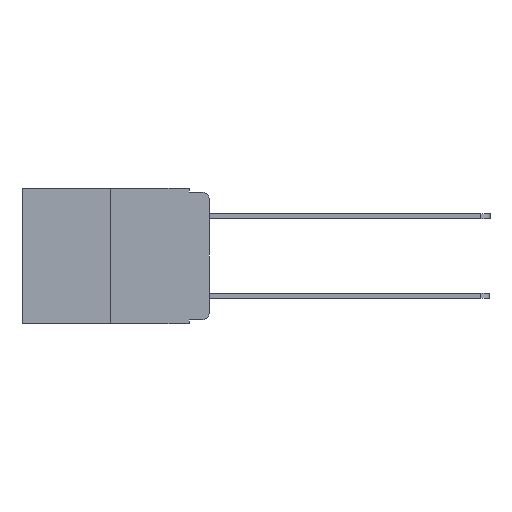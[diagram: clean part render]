
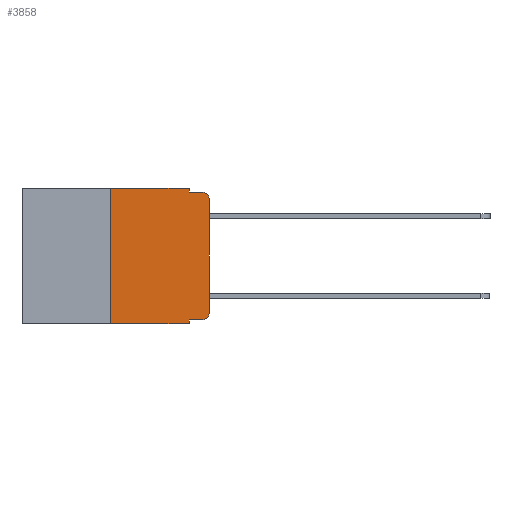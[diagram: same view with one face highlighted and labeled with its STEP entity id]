
A CAD part, left-side view. The second image highlights one B-rep face of the part: STEP entity #3858.
In plain terms, the highlighted planar face has unit normal (-1, 0, 0).
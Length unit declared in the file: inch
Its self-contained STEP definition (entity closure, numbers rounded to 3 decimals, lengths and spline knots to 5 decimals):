
#253 = ORIENTED_EDGE ( 'NONE', *, *, #5882, .F. ) ;
#276 = CARTESIAN_POINT ( 'NONE',  ( 0., 0.473, 0. ) ) ;
#395 = CARTESIAN_POINT ( 'NONE',  ( 0., 0.02, -0.333 ) ) ;
#537 = DIRECTION ( 'NONE',  ( 0., -1., 0. ) ) ;
#759 = ORIENTED_EDGE ( 'NONE', *, *, #3236, .F. ) ;
#969 = ORIENTED_EDGE ( 'NONE', *, *, #6388, .T. ) ;
#1020 = PLANE ( 'NONE',  #9812 ) ;
#1033 = CARTESIAN_POINT ( 'NONE',  ( 0., 0.02, -0.313 ) ) ;
#1106 = DIRECTION ( 'NONE',  ( 0., 0., -1. ) ) ;
#1112 = DIRECTION ( 'NONE',  ( -1., 0., 0. ) ) ;
#1169 = EDGE_CURVE ( 'NONE', #4535, #2688, #3821, .T. ) ;
#1280 = FACE_OUTER_BOUND ( 'NONE', #2819, .T. ) ;
#1526 = CARTESIAN_POINT ( 'NONE',  ( 0., 0.051, -0.333 ) ) ;
#1769 = VECTOR ( 'NONE', #6672, 39.37008 ) ;
#1805 = CARTESIAN_POINT ( 'NONE',  ( 0., 0., 0. ) ) ;
#1824 = DIRECTION ( 'NONE',  ( 1., 0., 0. ) ) ;
#1875 = DIRECTION ( 'NONE',  ( 0., 0., 1. ) ) ;
#1931 = EDGE_CURVE ( 'NONE', #3105, #7796, #6586, .T. ) ;
#2290 = ORIENTED_EDGE ( 'NONE', *, *, #5452, .T. ) ;
#2688 = VERTEX_POINT ( 'NONE', #2794 ) ;
#2733 = VERTEX_POINT ( 'NONE', #2836 ) ;
#2794 = CARTESIAN_POINT ( 'NONE',  ( 0., 0.051, -0.343 ) ) ;
#2819 = EDGE_LOOP ( 'NONE', ( #2290, #10894, #11370, #759, #253, #8316, #7395, #7650, #9031, #969 ) ) ;
#2836 = CARTESIAN_POINT ( 'NONE',  ( 0., 0.051, 0. ) ) ;
#3080 = CIRCLE ( 'NONE', #8746, 0.02 ) ;
#3094 = EDGE_CURVE ( 'NONE', #4855, #2688, #6696, .T. ) ;
#3105 = VERTEX_POINT ( 'NONE', #9182 ) ;
#3236 = EDGE_CURVE ( 'NONE', #2733, #3105, #4182, .T. ) ;
#3642 = VECTOR ( 'NONE', #537, 39.37008 ) ;
#3821 = LINE ( 'NONE', #9883, #8209 ) ;
#3858 = ADVANCED_FACE ( 'NONE', ( #1280 ), #1020, .F. ) ;
#4182 = LINE ( 'NONE', #5098, #8556 ) ;
#4213 = VECTOR ( 'NONE', #5411, 39.37008 ) ;
#4379 = CARTESIAN_POINT ( 'NONE',  ( 0., 0.051, -0.333 ) ) ;
#4535 = VERTEX_POINT ( 'NONE', #4379 ) ;
#4690 = VECTOR ( 'NONE', #1875, 39.37008 ) ;
#4855 = VERTEX_POINT ( 'NONE', #10786 ) ;
#5098 = CARTESIAN_POINT ( 'NONE',  ( 0., 0.051, 0. ) ) ;
#5233 = CARTESIAN_POINT ( 'NONE',  ( 0., 0.02, -0.03 ) ) ;
#5258 = DIRECTION ( 'NONE',  ( 0., 0., -1. ) ) ;
#5411 = DIRECTION ( 'NONE',  ( 0., -1., 0. ) ) ;
#5452 = EDGE_CURVE ( 'NONE', #5733, #5854, #11490, .T. ) ;
#5498 = CARTESIAN_POINT ( 'NONE',  ( 0., 0.051, -0.01 ) ) ;
#5733 = VERTEX_POINT ( 'NONE', #8973 ) ;
#5854 = VERTEX_POINT ( 'NONE', #9313 ) ;
#5882 = EDGE_CURVE ( 'NONE', #9448, #2733, #9766, .T. ) ;
#5910 = EDGE_CURVE ( 'NONE', #4855, #9448, #11228, .T. ) ;
#5973 = CARTESIAN_POINT ( 'NONE',  ( 0., 0.25, 0. ) ) ;
#6128 = DIRECTION ( 'NONE',  ( 0., 0., -1. ) ) ;
#6374 = DIRECTION ( 'NONE',  ( 0., 0., 1. ) ) ;
#6384 = DIRECTION ( 'NONE',  ( 0., 0., -1. ) ) ;
#6388 = EDGE_CURVE ( 'NONE', #7590, #5733, #3080, .T. ) ;
#6586 = LINE ( 'NONE', #5498, #4213 ) ;
#6657 = CARTESIAN_POINT ( 'NONE',  ( 0., 0.473, -0.343 ) ) ;
#6672 = DIRECTION ( 'NONE',  ( 0., -1., 0. ) ) ;
#6696 = LINE ( 'NONE', #6657, #1769 ) ;
#7168 = AXIS2_PLACEMENT_3D ( 'NONE', #5233, #11177, #6128 ) ;
#7328 = CARTESIAN_POINT ( 'NONE',  ( 0., 0.25, 0. ) ) ;
#7395 = ORIENTED_EDGE ( 'NONE', *, *, #3094, .T. ) ;
#7573 = VECTOR ( 'NONE', #8861, 39.37008 ) ;
#7590 = VERTEX_POINT ( 'NONE', #395 ) ;
#7650 = ORIENTED_EDGE ( 'NONE', *, *, #1169, .F. ) ;
#7796 = VERTEX_POINT ( 'NONE', #8628 ) ;
#7865 = CIRCLE ( 'NONE', #7168, 0.02 ) ;
#8209 = VECTOR ( 'NONE', #6384, 39.37008 ) ;
#8316 = ORIENTED_EDGE ( 'NONE', *, *, #5910, .F. ) ;
#8556 = VECTOR ( 'NONE', #5258, 39.37008 ) ;
#8628 = CARTESIAN_POINT ( 'NONE',  ( 0., 0.02, -0.01 ) ) ;
#8746 = AXIS2_PLACEMENT_3D ( 'NONE', #1033, #1112, #10029 ) ;
#8861 = DIRECTION ( 'NONE',  ( 0., -1., 0. ) ) ;
#8973 = CARTESIAN_POINT ( 'NONE',  ( 0., 0., -0.313 ) ) ;
#9006 = VECTOR ( 'NONE', #6374, 39.37008 ) ;
#9031 = ORIENTED_EDGE ( 'NONE', *, *, #11462, .T. ) ;
#9182 = CARTESIAN_POINT ( 'NONE',  ( 0., 0.051, -0.01 ) ) ;
#9313 = CARTESIAN_POINT ( 'NONE',  ( 0., 0., -0.03 ) ) ;
#9448 = VERTEX_POINT ( 'NONE', #7328 ) ;
#9766 = LINE ( 'NONE', #10156, #7573 ) ;
#9812 = AXIS2_PLACEMENT_3D ( 'NONE', #276, #1824, #1106 ) ;
#9883 = CARTESIAN_POINT ( 'NONE',  ( 0., 0.051, 0. ) ) ;
#10029 = DIRECTION ( 'NONE',  ( 0., 0., -1. ) ) ;
#10063 = EDGE_CURVE ( 'NONE', #5854, #7796, #7865, .T. ) ;
#10156 = CARTESIAN_POINT ( 'NONE',  ( 0., 0.473, 0. ) ) ;
#10225 = LINE ( 'NONE', #1526, #3642 ) ;
#10786 = CARTESIAN_POINT ( 'NONE',  ( 0., 0.25, -0.343 ) ) ;
#10894 = ORIENTED_EDGE ( 'NONE', *, *, #10063, .T. ) ;
#11177 = DIRECTION ( 'NONE',  ( -1., 0., 0. ) ) ;
#11228 = LINE ( 'NONE', #5973, #9006 ) ;
#11370 = ORIENTED_EDGE ( 'NONE', *, *, #1931, .F. ) ;
#11462 = EDGE_CURVE ( 'NONE', #4535, #7590, #10225, .T. ) ;
#11490 = LINE ( 'NONE', #1805, #4690 ) ;
